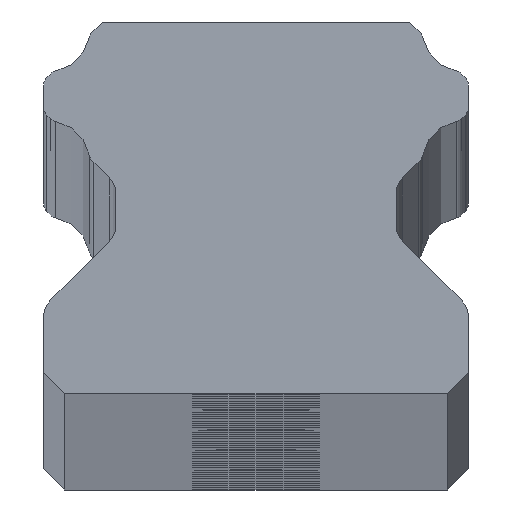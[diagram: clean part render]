
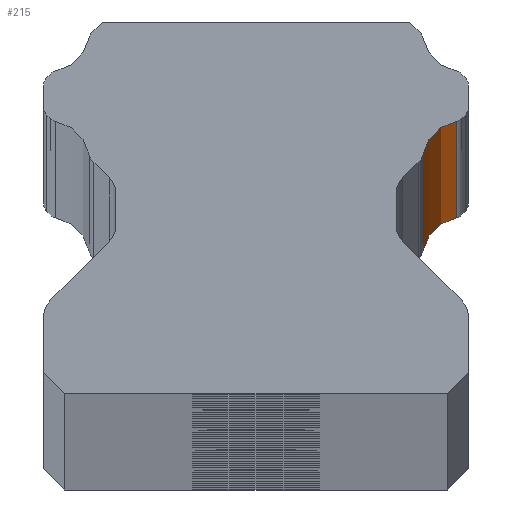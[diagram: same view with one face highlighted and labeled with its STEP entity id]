
A CAD part, top view. The second image highlights one B-rep face of the part: STEP entity #215.
In plain terms, the highlighted cylindrical face has radius 2 mm (diameter 4 mm), a partial arc.
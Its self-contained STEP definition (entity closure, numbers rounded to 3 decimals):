
#215 = ADVANCED_FACE ( 'NONE', ( #1702 ), #6994, .F. ) ;
#297 = CARTESIAN_POINT ( 'NONE',  ( 9.811, -3.146, 1300. ) ) ;
#346 = CARTESIAN_POINT ( 'NONE',  ( 7.847, -2.767, 1300. ) ) ;
#354 = EDGE_CURVE ( 'NONE', #2968, #3069, #503, .T. ) ;
#390 = VECTOR ( 'NONE', #7404, 1000. ) ;
#503 = LINE ( 'NONE', #346, #390 ) ;
#524 = DIRECTION ( 'NONE',  ( -1., 0., 0. ) ) ;
#804 = AXIS2_PLACEMENT_3D ( 'NONE', #8171, #3708, #524 ) ;
#1214 = CARTESIAN_POINT ( 'NONE',  ( 7.847, -2.767, 1300. ) ) ;
#1540 = CARTESIAN_POINT ( 'NONE',  ( 9.432, -1.182, 1300. ) ) ;
#1548 = CARTESIAN_POINT ( 'NONE',  ( 9.432, -1.182, -1300. ) ) ;
#1702 = FACE_OUTER_BOUND ( 'NONE', #2300, .T. ) ;
#1853 = ORIENTED_EDGE ( 'NONE', *, *, #4488, .F. ) ;
#2126 = DIRECTION ( 'NONE',  ( 0., 0., -1. ) ) ;
#2182 = DIRECTION ( 'NONE',  ( 0., 0., -1. ) ) ;
#2300 = EDGE_LOOP ( 'NONE', ( #6374, #3695, #1853, #3468 ) ) ;
#2305 = EDGE_CURVE ( 'NONE', #2774, #5919, #8238, .T. ) ;
#2774 = VERTEX_POINT ( 'NONE', #1540 ) ;
#2968 = VERTEX_POINT ( 'NONE', #1214 ) ;
#3069 = VERTEX_POINT ( 'NONE', #5790 ) ;
#3468 = ORIENTED_EDGE ( 'NONE', *, *, #354, .T. ) ;
#3552 = DIRECTION ( 'NONE',  ( -1., 0., 0. ) ) ;
#3695 = ORIENTED_EDGE ( 'NONE', *, *, #2305, .F. ) ;
#3708 = DIRECTION ( 'NONE',  ( 0., 0., -1. ) ) ;
#4101 = CARTESIAN_POINT ( 'NONE',  ( 9.432, -1.182, 1300. ) ) ;
#4189 = CARTESIAN_POINT ( 'NONE',  ( 9.811, -3.146, -1300. ) ) ;
#4488 = EDGE_CURVE ( 'NONE', #2968, #2774, #5093, .T. ) ;
#4740 = DIRECTION ( 'NONE',  ( 0., 0., -1. ) ) ;
#5093 = CIRCLE ( 'NONE', #804, 2. ) ;
#5790 = CARTESIAN_POINT ( 'NONE',  ( 7.847, -2.767, -1300. ) ) ;
#5919 = VERTEX_POINT ( 'NONE', #1548 ) ;
#6025 = DIRECTION ( 'NONE',  ( -1., 0., 0. ) ) ;
#6374 = ORIENTED_EDGE ( 'NONE', *, *, #7263, .T. ) ;
#6546 = AXIS2_PLACEMENT_3D ( 'NONE', #297, #2182, #3552 ) ;
#6863 = CIRCLE ( 'NONE', #7195, 2. ) ;
#6994 = CYLINDRICAL_SURFACE ( 'NONE', #6546, 2. ) ;
#7195 = AXIS2_PLACEMENT_3D ( 'NONE', #4189, #4740, #6025 ) ;
#7263 = EDGE_CURVE ( 'NONE', #3069, #5919, #6863, .T. ) ;
#7404 = DIRECTION ( 'NONE',  ( 0., 0., -1. ) ) ;
#7637 = VECTOR ( 'NONE', #2126, 1000. ) ;
#8171 = CARTESIAN_POINT ( 'NONE',  ( 9.811, -3.146, 1300. ) ) ;
#8238 = LINE ( 'NONE', #4101, #7637 ) ;
